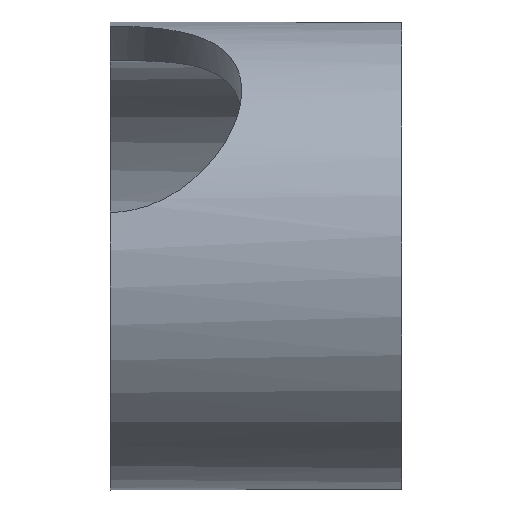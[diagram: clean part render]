
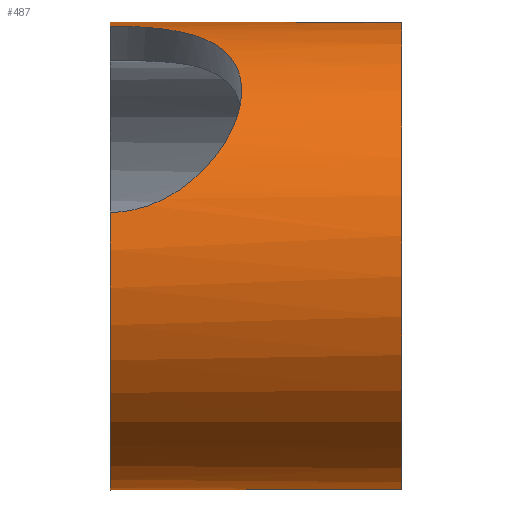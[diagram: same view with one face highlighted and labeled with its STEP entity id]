
A CAD part, left-side view. The second image highlights one B-rep face of the part: STEP entity #487.
In plain terms, the highlighted cylindrical face has radius 25.415 mm (diameter 50.83 mm), a full revolution.
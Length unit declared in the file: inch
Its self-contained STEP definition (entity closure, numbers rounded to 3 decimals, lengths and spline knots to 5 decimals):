
#47=FACE_OUTER_BOUND('',#77,.T.);
#77=EDGE_LOOP('',(#354,#355,#356,#357,#358,#359,#360,#361));
#117=LINE('',#873,#150);
#150=VECTOR('',#610,1.00059);
#180=CIRCLE('',#523,1.00059);
#183=CIRCLE('',#528,1.00059);
#184=CIRCLE('',#529,1.00059);
#210=B_SPLINE_CURVE_WITH_KNOTS('',3,(#801,#802,#803,#804,#805,#806,#807,
#808,#809,#810,#811,#812,#813,#814),.UNSPECIFIED.,.F.,.F.,(4,2,2,2,2,2,
4),(-2.21081,-1.93511,-1.65941,-1.10801,
-0.55401,-0.277,0.),.UNSPECIFIED.);
#211=B_SPLINE_CURVE_WITH_KNOTS('',3,(#816,#817,#818,#819,#820,#821,#822,
#823,#824,#825,#826,#827,#828,#829),.UNSPECIFIED.,.F.,.F.,(4,2,2,2,2,2,
4),(-4.42163,-4.14462,-3.86762,-3.31361,
-2.76221,-2.48651,-2.21081),.UNSPECIFIED.);
#212=B_SPLINE_CURVE_WITH_KNOTS('',3,(#835,#836,#837,#838,#839,#840,#841,
#842,#843,#844,#845,#846,#847,#848,#849,#850,#851,#852,#853,#854,#855,#856,
#857,#858,#859,#860),.UNSPECIFIED.,.F.,.F.,(4,2,2,2,2,2,2,2,2,2,2,2,4),
(0.,0.277,0.55401,1.10801,1.65941,
1.93511,2.21081,2.48651,2.76221,3.31361,
3.86762,4.14462,4.42163),.UNSPECIFIED.);
#219=VERTEX_POINT('',#798);
#220=VERTEX_POINT('',#800);
#221=VERTEX_POINT('',#815);
#222=VERTEX_POINT('',#832);
#223=VERTEX_POINT('',#834);
#226=VERTEX_POINT('',#872);
#267=EDGE_CURVE('',#220,#219,#210,.T.);
#268=EDGE_CURVE('',#221,#220,#211,.T.);
#271=EDGE_CURVE('',#223,#222,#212,.T.);
#273=EDGE_CURVE('',#223,#219,#180,.T.);
#277=EDGE_CURVE('',#221,#222,#183,.T.);
#278=EDGE_CURVE('',#220,#226,#117,.T.);
#279=EDGE_CURVE('',#226,#226,#184,.T.);
#354=ORIENTED_EDGE('',*,*,#271,.T.);
#355=ORIENTED_EDGE('',*,*,#277,.F.);
#356=ORIENTED_EDGE('',*,*,#268,.T.);
#357=ORIENTED_EDGE('',*,*,#278,.T.);
#358=ORIENTED_EDGE('',*,*,#279,.T.);
#359=ORIENTED_EDGE('',*,*,#278,.F.);
#360=ORIENTED_EDGE('',*,*,#267,.T.);
#361=ORIENTED_EDGE('',*,*,#273,.F.);
#470=CYLINDRICAL_SURFACE('',#527,1.00059);
#487=ADVANCED_FACE('',(#47),#470,.T.);
#523=AXIS2_PLACEMENT_3D('',#863,#597,#598);
#527=AXIS2_PLACEMENT_3D('',#870,#606,#607);
#528=AXIS2_PLACEMENT_3D('',#871,#608,#609);
#529=AXIS2_PLACEMENT_3D('',#874,#611,#612);
#597=DIRECTION('center_axis',(0.,1.,0.));
#598=DIRECTION('ref_axis',(-0.708,0.,0.706));
#606=DIRECTION('center_axis',(0.,1.,0.));
#607=DIRECTION('ref_axis',(-0.708,0.,0.706));
#608=DIRECTION('center_axis',(0.,1.,0.));
#609=DIRECTION('ref_axis',(-0.708,0.,0.706));
#610=DIRECTION('',(0.,-1.,0.));
#611=DIRECTION('center_axis',(0.,1.,0.));
#612=DIRECTION('ref_axis',(-0.708,0.,0.706));
#798=CARTESIAN_POINT('',(2.68753,0.76894,4.0491));
#800=CARTESIAN_POINT('',(2.41275,0.20644,3.52866));
#801=CARTESIAN_POINT('Ctrl Pts',(2.41275,0.20644,3.52866));
#802=CARTESIAN_POINT('Ctrl Pts',(2.4383,0.20644,3.55427));
#803=CARTESIAN_POINT('Ctrl Pts',(2.46313,0.20999,3.582));
#804=CARTESIAN_POINT('Ctrl Pts',(2.50923,0.22463,3.63971));
#805=CARTESIAN_POINT('Ctrl Pts',(2.53052,0.23573,3.66969));
#806=CARTESIAN_POINT('Ctrl Pts',(2.58737,0.27919,3.75936));
#807=CARTESIAN_POINT('Ctrl Pts',(2.61576,0.32227,3.81886));
#808=CARTESIAN_POINT('Ctrl Pts',(2.65496,0.42035,3.9183));
#809=CARTESIAN_POINT('Ctrl Pts',(2.6685,0.48245,3.9654));
#810=CARTESIAN_POINT('Ctrl Pts',(2.68052,0.58583,4.01466));
#811=CARTESIAN_POINT('Ctrl Pts',(2.68325,0.622,4.0276));
#812=CARTESIAN_POINT('Ctrl Pts',(2.68675,0.69537,4.04482));
#813=CARTESIAN_POINT('Ctrl Pts',(2.68753,0.73259,4.0491));
#814=CARTESIAN_POINT('Ctrl Pts',(2.68753,0.76894,4.0491));
#815=CARTESIAN_POINT('',(1.89293,0.76894,3.25271));
#816=CARTESIAN_POINT('Ctrl Pts',(1.89293,0.76894,3.25271));
#817=CARTESIAN_POINT('Ctrl Pts',(1.89293,0.73259,3.25271));
#818=CARTESIAN_POINT('Ctrl Pts',(1.8972,0.69537,3.2535));
#819=CARTESIAN_POINT('Ctrl Pts',(1.91442,0.622,3.25704));
#820=CARTESIAN_POINT('Ctrl Pts',(1.92735,0.58583,3.2598));
#821=CARTESIAN_POINT('Ctrl Pts',(1.97658,0.48245,3.27192));
#822=CARTESIAN_POINT('Ctrl Pts',(2.02365,0.42035,3.28557));
#823=CARTESIAN_POINT('Ctrl Pts',(2.12301,0.32227,3.32499));
#824=CARTESIAN_POINT('Ctrl Pts',(2.18244,0.27919,3.35352));
#825=CARTESIAN_POINT('Ctrl Pts',(2.27198,0.23573,3.41057));
#826=CARTESIAN_POINT('Ctrl Pts',(2.30192,0.22463,3.43192));
#827=CARTESIAN_POINT('Ctrl Pts',(2.35952,0.20999,3.47816));
#828=CARTESIAN_POINT('Ctrl Pts',(2.38719,0.20644,3.50304));
#829=CARTESIAN_POINT('Ctrl Pts',(2.41275,0.20644,3.52866));
#832=CARTESIAN_POINT('',(0.72133,0.76894,4.42167));
#834=CARTESIAN_POINT('',(1.51593,0.76894,5.21806));
#835=CARTESIAN_POINT('Ctrl Pts',(1.51593,0.76894,5.21806));
#836=CARTESIAN_POINT('Ctrl Pts',(1.51593,0.73259,5.21806));
#837=CARTESIAN_POINT('Ctrl Pts',(1.51166,0.69537,5.21727));
#838=CARTESIAN_POINT('Ctrl Pts',(1.49444,0.622,5.21373));
#839=CARTESIAN_POINT('Ctrl Pts',(1.48151,0.58583,5.21097));
#840=CARTESIAN_POINT('Ctrl Pts',(1.43228,0.48245,5.19885));
#841=CARTESIAN_POINT('Ctrl Pts',(1.3852,0.42035,5.1852));
#842=CARTESIAN_POINT('Ctrl Pts',(1.28585,0.32227,5.14578));
#843=CARTESIAN_POINT('Ctrl Pts',(1.22641,0.27919,5.11725));
#844=CARTESIAN_POINT('Ctrl Pts',(1.13687,0.23573,5.0602));
#845=CARTESIAN_POINT('Ctrl Pts',(1.10694,0.22463,5.03885));
#846=CARTESIAN_POINT('Ctrl Pts',(1.04933,0.20999,4.99261));
#847=CARTESIAN_POINT('Ctrl Pts',(1.02166,0.20644,4.96773));
#848=CARTESIAN_POINT('Ctrl Pts',(0.97055,0.20644,4.9165));
#849=CARTESIAN_POINT('Ctrl Pts',(0.94573,0.20999,4.88877));
#850=CARTESIAN_POINT('Ctrl Pts',(0.89962,0.22463,4.83106));
#851=CARTESIAN_POINT('Ctrl Pts',(0.87834,0.23573,4.80108));
#852=CARTESIAN_POINT('Ctrl Pts',(0.82149,0.27919,4.71141));
#853=CARTESIAN_POINT('Ctrl Pts',(0.7931,0.32227,4.65191));
#854=CARTESIAN_POINT('Ctrl Pts',(0.7539,0.42035,4.55247));
#855=CARTESIAN_POINT('Ctrl Pts',(0.74036,0.48245,4.50537));
#856=CARTESIAN_POINT('Ctrl Pts',(0.72834,0.58583,4.45611));
#857=CARTESIAN_POINT('Ctrl Pts',(0.72561,0.622,4.44317));
#858=CARTESIAN_POINT('Ctrl Pts',(0.72211,0.69537,4.42595));
#859=CARTESIAN_POINT('Ctrl Pts',(0.72133,0.73259,4.42167));
#860=CARTESIAN_POINT('Ctrl Pts',(0.72133,0.76894,4.42167));
#863=CARTESIAN_POINT('Origin',(1.70443,0.76894,4.23539));
#870=CARTESIAN_POINT('Origin',(1.70443,-0.47791,4.23539));
#871=CARTESIAN_POINT('Origin',(1.70443,0.76894,4.23539));
#872=CARTESIAN_POINT('',(2.41275,-0.47791,3.52866));
#873=CARTESIAN_POINT('',(2.41275,-0.47791,3.52866));
#874=CARTESIAN_POINT('Origin',(1.70443,-0.47791,4.23539));
